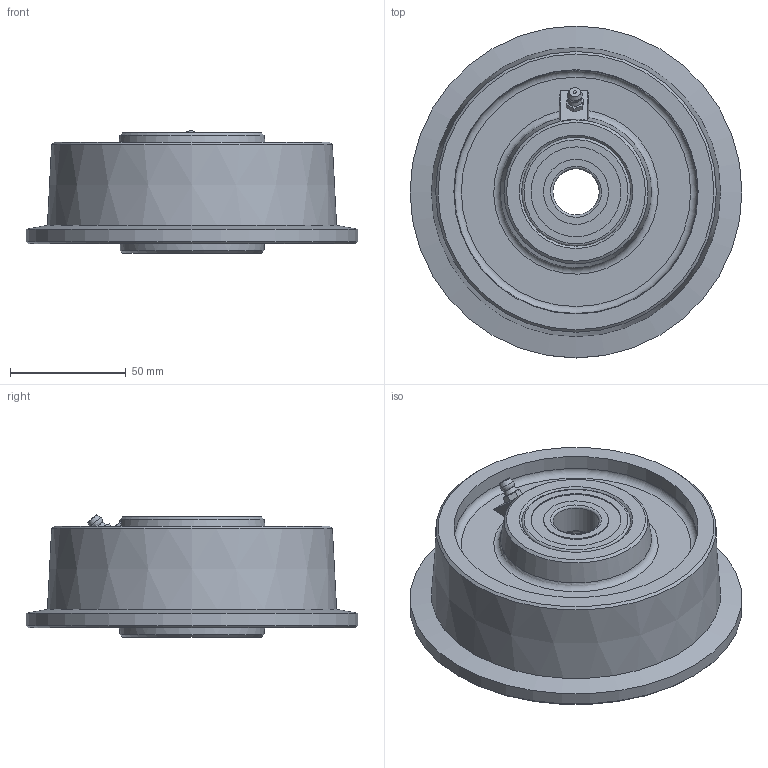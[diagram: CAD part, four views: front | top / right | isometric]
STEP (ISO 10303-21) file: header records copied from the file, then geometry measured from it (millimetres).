
FILE_DESCRIPTION (( 'STEP AP214' ), '1' );
FILE_NAME ('0023942_SPG-125-44-52-K20.step', '2018-01-11T13:51:41', ( '' ), ( '' ), 'SwSTEP 2.0', 'SolidWorks 2016', '' );
FILE_SCHEMA (( 'AUTOMOTIVE_DESIGN' ));
Length unit declared in the file: millimetre
Products named in the file (1): 0023942_SPG-125-44-52-K20
Bounding box: 143.5 x 143.5 x 52.89 mm (x, y, z)
Surface area: 70578.8 mm2 (no closed solid volume)
Topology: 0 solids, 10 shells, 61 faces, 142 edges, 94 vertices
Faces by surface type: plane 22, cone 16, cylinder 11, torus 9, sphere 2, bspline 1
Full cylindrical faces by diameter (mm): 6 x1, 20 x2, 28.1 x3, 35 x1, 38.9 x2, 47 x1, 143.5 x1
Entity records: 2822 total; most frequent: CARTESIAN_POINT 965, DIRECTION 253, ORIENTED_EDGE 159, AXIS2_PLACEMENT_3D 121, EDGE_LOOP 113, EDGE_CURVE 90, FACE_OUTER_BOUND 82, VERTEX_POINT 80
